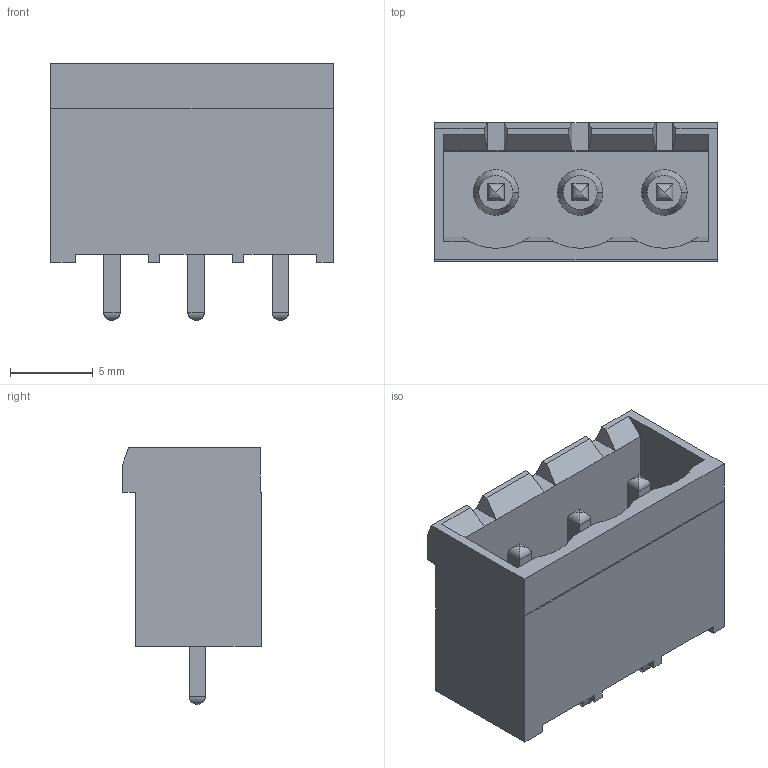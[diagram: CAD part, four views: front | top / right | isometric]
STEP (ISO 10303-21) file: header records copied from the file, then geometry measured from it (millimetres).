
FILE_DESCRIPTION (( 'STEP AP214' ), '1' );
FILE_NAME ('Bornera_Vertical_200Mils_3Pines.STEP', '2021-09-19T12:56:06', ( '' ), ( '' ), 'SwSTEP 2.0', 'SolidWorks 2020', '' );
FILE_SCHEMA (( 'AUTOMOTIVE_DESIGN' ));
Length unit declared in the file: millimetre
Products named in the file (1): Bornera_Vertical_200Mils_3Pines
Bounding box: 17.06 x 8.35 x 15.5 mm (x, y, z)
Volume: 808.8 mm3; surface area: 1372.1 mm2
Topology: 1 solids, 1 shells, 113 faces, 264 edges, 162 vertices
Faces by surface type: plane 80, cylinder 27, cone 6
Entity records: 3688 total; most frequent: CARTESIAN_POINT 630, ORIENTED_EDGE 528, DIRECTION 480, EDGE_CURVE 264, LINE 216, VECTOR 216, VERTEX_POINT 162, AXIS2_PLACEMENT_3D 132
